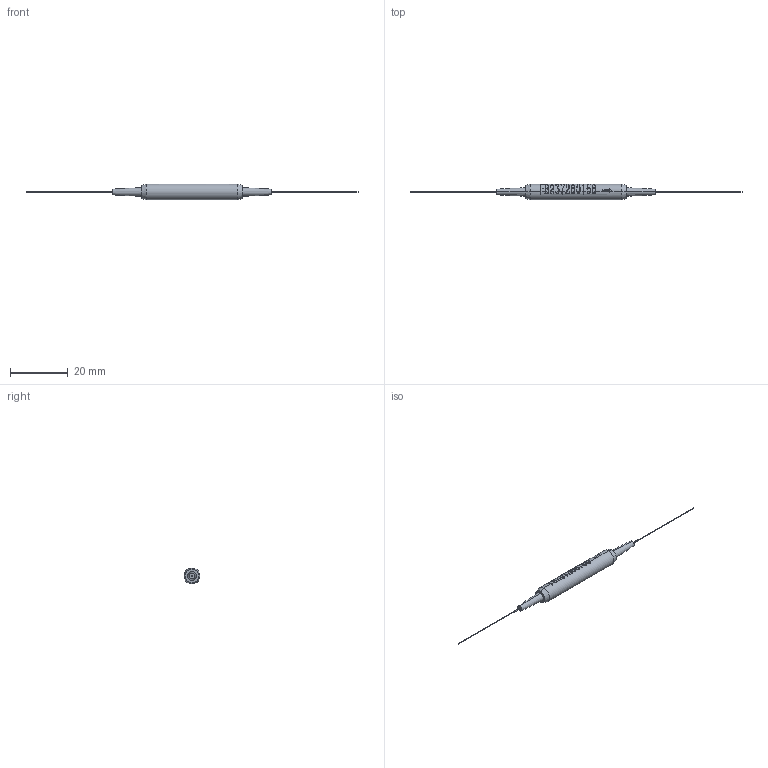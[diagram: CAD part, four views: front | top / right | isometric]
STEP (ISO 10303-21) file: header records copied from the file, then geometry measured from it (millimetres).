
FILE_DESCRIPTION (( 'STEP AP214' ), '1' );
FILE_NAME ('PSMSI-P55-12N_3D.step', '2023-10-16T21:29:27', ( '' ), ( '' ), 'SwSTEP 2.0', 'SolidWorks 2022', '' );
FILE_SCHEMA (( 'AUTOMOTIVE_DESIGN' ));
Length unit declared in the file: millimetre
Products named in the file (1): PSMSI-P55-12N_3D
Bounding box: 115 x 5.5 x 5.5 mm (x, y, z)
Volume: 909.2 mm3; surface area: 990.6 mm2
Topology: 1 solids, 1 shells, 271 faces, 770 edges, 512 vertices
Faces by surface type: bspline 124, plane 118, cylinder 21, cone 8
Entity records: 14208 total; most frequent: CARTESIAN_POINT 8206, ORIENTED_EDGE 1540, EDGE_CURVE 770, DIRECTION 733, VERTEX_POINT 512, VECTOR 367, LINE 367, B_SPLINE_CURVE_WITH_KNOTS 285
